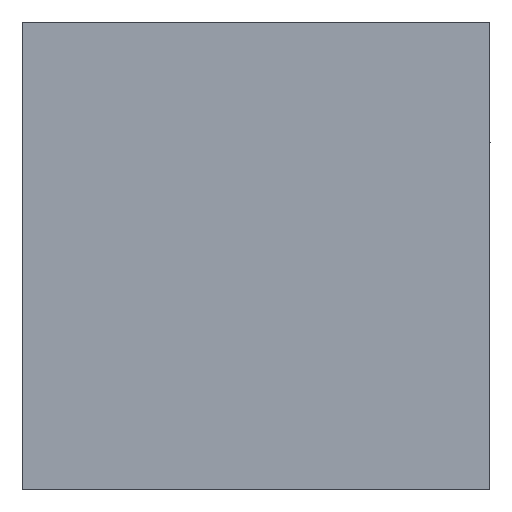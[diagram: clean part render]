
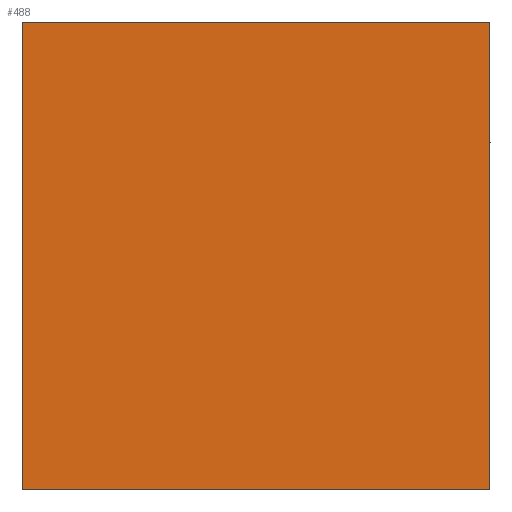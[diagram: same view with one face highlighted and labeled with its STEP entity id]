
A CAD part, front view. The second image highlights one B-rep face of the part: STEP entity #488.
In plain terms, the highlighted planar face has unit normal (0, -1, 0).
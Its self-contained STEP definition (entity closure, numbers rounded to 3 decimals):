
#3 = EDGE_LOOP ( 'NONE', ( #492, #207, #123, #339 ) ) ;
#7 = VECTOR ( 'NONE', #55, 1000. ) ;
#14 = CARTESIAN_POINT ( 'NONE',  ( -77.645, 447.003, -77.68 ) ) ;
#29 = VERTEX_POINT ( 'NONE', #14 ) ;
#35 = CARTESIAN_POINT ( 'NONE',  ( -77.645, 447.003, 77.32 ) ) ;
#43 = VERTEX_POINT ( 'NONE', #35 ) ;
#55 = DIRECTION ( 'NONE',  ( 0., 0., 1. ) ) ;
#57 = VECTOR ( 'NONE', #119, 1000. ) ;
#68 = CARTESIAN_POINT ( 'NONE',  ( -0.145, 447.003, -77.68 ) ) ;
#82 = CARTESIAN_POINT ( 'NONE',  ( 77.355, 447.003, -0.18 ) ) ;
#90 = LINE ( 'NONE', #82, #159 ) ;
#119 = DIRECTION ( 'NONE',  ( 1., 0., 0. ) ) ;
#122 = DIRECTION ( 'NONE',  ( 0., -1., 0. ) ) ;
#123 = ORIENTED_EDGE ( 'NONE', *, *, #441, .F. ) ;
#126 = VECTOR ( 'NONE', #160, 1000. ) ;
#150 = CARTESIAN_POINT ( 'NONE',  ( -0.145, 447.003, 77.32 ) ) ;
#154 = EDGE_CURVE ( 'NONE', #291, #370, #90, .T. ) ;
#156 = CARTESIAN_POINT ( 'NONE',  ( 77.355, 447.003, -77.68 ) ) ;
#159 = VECTOR ( 'NONE', #286, 1000. ) ;
#160 = DIRECTION ( 'NONE',  ( -1., 0., 0. ) ) ;
#207 = ORIENTED_EDGE ( 'NONE', *, *, #154, .F. ) ;
#242 = CARTESIAN_POINT ( 'NONE',  ( -80.745, 447.003, -80.78 ) ) ;
#248 = PLANE ( 'NONE',  #265 ) ;
#256 = LINE ( 'NONE', #405, #7 ) ;
#259 = EDGE_CURVE ( 'NONE', #29, #43, #256, .T. ) ;
#265 = AXIS2_PLACEMENT_3D ( 'NONE', #242, #122, #327 ) ;
#286 = DIRECTION ( 'NONE',  ( 0., 0., -1. ) ) ;
#291 = VERTEX_POINT ( 'NONE', #337 ) ;
#327 = DIRECTION ( 'NONE',  ( 1., 0., 0. ) ) ;
#337 = CARTESIAN_POINT ( 'NONE',  ( 77.355, 447.003, 77.32 ) ) ;
#339 = ORIENTED_EDGE ( 'NONE', *, *, #259, .F. ) ;
#370 = VERTEX_POINT ( 'NONE', #156 ) ;
#385 = LINE ( 'NONE', #68, #126 ) ;
#405 = CARTESIAN_POINT ( 'NONE',  ( -77.645, 447.003, -0.18 ) ) ;
#409 = EDGE_CURVE ( 'NONE', #370, #29, #385, .T. ) ;
#427 = FACE_OUTER_BOUND ( 'NONE', #3, .T. ) ;
#441 = EDGE_CURVE ( 'NONE', #43, #291, #456, .T. ) ;
#456 = LINE ( 'NONE', #150, #57 ) ;
#488 = ADVANCED_FACE ( 'NONE', ( #427 ), #248, .T. ) ;
#492 = ORIENTED_EDGE ( 'NONE', *, *, #409, .F. ) ;
